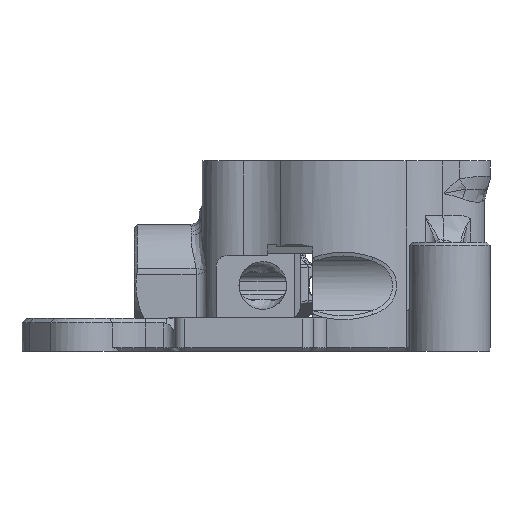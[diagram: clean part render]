
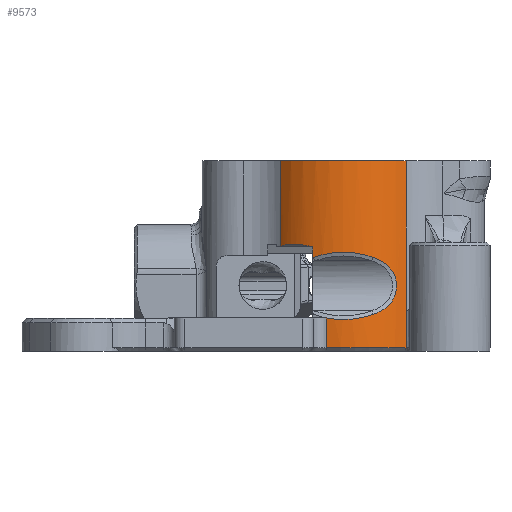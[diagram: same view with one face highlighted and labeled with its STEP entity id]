
A CAD part, left-side view. The second image highlights one B-rep face of the part: STEP entity #9573.
In plain terms, the highlighted cylindrical face has radius 8 mm (diameter 16 mm), a partial arc.
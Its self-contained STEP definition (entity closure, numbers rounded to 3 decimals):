
#415=ELLIPSE('',#10249,11.314,8.);
#416=ELLIPSE('',#10251,11.314,8.);
#639=CIRCLE('',#10250,8.);
#640=CIRCLE('',#10252,8.);
#641=CIRCLE('',#10253,8.);
#1150=LINE('',#13874,#1632);
#1161=LINE('',#13922,#1643);
#1164=LINE('',#13937,#1646);
#1165=LINE('',#13966,#1647);
#1166=LINE('',#13968,#1648);
#1167=LINE('',#13972,#1649);
#1168=LINE('',#13974,#1650);
#1632=VECTOR('',#11298,1000.);
#1643=VECTOR('',#11325,1000.);
#1646=VECTOR('',#11340,1000.);
#1647=VECTOR('',#11341,1000.);
#1648=VECTOR('',#11342,1000.);
#1649=VECTOR('',#11345,1000.);
#1650=VECTOR('',#11346,1000.);
#2148=ORIENTED_EDGE('',*,*,#5167,.T.);
#2149=ORIENTED_EDGE('',*,*,#5172,.T.);
#2150=ORIENTED_EDGE('',*,*,#5173,.T.);
#2151=ORIENTED_EDGE('',*,*,#5174,.T.);
#2152=ORIENTED_EDGE('',*,*,#5148,.F.);
#2153=ORIENTED_EDGE('',*,*,#5175,.T.);
#2154=ORIENTED_EDGE('',*,*,#5176,.T.);
#2155=ORIENTED_EDGE('',*,*,#5177,.T.);
#2156=ORIENTED_EDGE('',*,*,#5178,.T.);
#2157=ORIENTED_EDGE('',*,*,#5179,.T.);
#2158=ORIENTED_EDGE('',*,*,#5180,.T.);
#2159=ORIENTED_EDGE('',*,*,#5181,.T.);
#2160=ORIENTED_EDGE('',*,*,#5182,.T.);
#2161=ORIENTED_EDGE('',*,*,#5183,.F.);
#2162=ORIENTED_EDGE('',*,*,#5184,.F.);
#2163=ORIENTED_EDGE('',*,*,#5185,.F.);
#5148=EDGE_CURVE('',#6659,#6661,#1150,.T.);
#5167=EDGE_CURVE('',#6678,#6677,#1161,.T.);
#5172=EDGE_CURVE('',#6677,#6682,#415,.T.);
#5173=EDGE_CURVE('',#6682,#6683,#639,.F.);
#5174=EDGE_CURVE('',#6683,#6661,#416,.T.);
#5175=EDGE_CURVE('',#6659,#6684,#1164,.T.);
#5176=EDGE_CURVE('',#6684,#6685,#7547,.T.);
#5177=EDGE_CURVE('',#6685,#6686,#7548,.T.);
#5178=EDGE_CURVE('',#6686,#6687,#7549,.T.);
#5179=EDGE_CURVE('',#6687,#6688,#7550,.T.);
#5180=EDGE_CURVE('',#6688,#6689,#1165,.T.);
#5181=EDGE_CURVE('',#6689,#6690,#1166,.T.);
#5182=EDGE_CURVE('',#6690,#6691,#640,.T.);
#5183=EDGE_CURVE('',#6692,#6691,#1167,.T.);
#5184=EDGE_CURVE('',#6693,#6692,#1168,.T.);
#5185=EDGE_CURVE('',#6678,#6693,#641,.T.);
#6659=VERTEX_POINT('',#13872);
#6661=VERTEX_POINT('',#13875);
#6677=VERTEX_POINT('',#13921);
#6678=VERTEX_POINT('',#13923);
#6682=VERTEX_POINT('',#13933);
#6683=VERTEX_POINT('',#13935);
#6684=VERTEX_POINT('',#13938);
#6685=VERTEX_POINT('',#13943);
#6686=VERTEX_POINT('',#13948);
#6687=VERTEX_POINT('',#13960);
#6688=VERTEX_POINT('',#13965);
#6689=VERTEX_POINT('',#13967);
#6690=VERTEX_POINT('',#13969);
#6691=VERTEX_POINT('',#13971);
#6692=VERTEX_POINT('',#13973);
#6693=VERTEX_POINT('',#13975);
#7547=B_SPLINE_CURVE_WITH_KNOTS('',3,(#13939,#13940,#13941,#13942),
 .UNSPECIFIED.,.F.,.F.,(4,4),(0.835,1.),.UNSPECIFIED.);
#7548=B_SPLINE_CURVE_WITH_KNOTS('',3,(#13944,#13945,#13946,#13947),
 .UNSPECIFIED.,.F.,.F.,(4,4),(0.,1.),.UNSPECIFIED.);
#7549=B_SPLINE_CURVE_WITH_KNOTS('',3,(#13949,#13950,#13951,#13952,#13953,
#13954,#13955,#13956,#13957,#13958,#13959),.UNSPECIFIED.,.F.,.F.,(4,1,1,
1,1,1,1,1,4),(0.,0.125,0.25,0.375,0.5,0.625,0.75,0.875,1.),
 .UNSPECIFIED.);
#7550=B_SPLINE_CURVE_WITH_KNOTS('',3,(#13961,#13962,#13963,#13964),
 .UNSPECIFIED.,.F.,.F.,(4,4),(0.,1.),.UNSPECIFIED.);
#7992=EDGE_LOOP('',(#2148,#2149,#2150,#2151,#2152,#2153,#2154,#2155,#2156,
#2157,#2158,#2159,#2160,#2161,#2162,#2163));
#8698=FACE_BOUND('',#7992,.T.);
#9401=CYLINDRICAL_SURFACE('',#10248,8.);
#9573=ADVANCED_FACE('',(#8698),#9401,.T.);
#10248=AXIS2_PLACEMENT_3D('',#13931,#11332,#11333);
#10249=AXIS2_PLACEMENT_3D('',#13932,#11334,#11335);
#10250=AXIS2_PLACEMENT_3D('',#13934,#11336,#11337);
#10251=AXIS2_PLACEMENT_3D('',#13936,#11338,#11339);
#10252=AXIS2_PLACEMENT_3D('',#13970,#11343,#11344);
#10253=AXIS2_PLACEMENT_3D('',#13976,#11347,#11348);
#11298=DIRECTION('',(0.,0.,1.));
#11325=DIRECTION('',(0.,0.,-1.));
#11332=DIRECTION('',(0.,0.,-1.));
#11333=DIRECTION('',(-1.,0.,0.));
#11334=DIRECTION('',(0.581,-0.403,0.707));
#11335=DIRECTION('',(0.581,-0.403,-0.707));
#11336=DIRECTION('',(0.,0.,-1.));
#11337=DIRECTION('',(0.,1.,0.));
#11338=DIRECTION('',(0.581,-0.403,0.707));
#11339=DIRECTION('',(0.581,-0.403,-0.707));
#11340=DIRECTION('',(0.,0.,-1.));
#11341=DIRECTION('',(0.,0.,-1.));
#11342=DIRECTION('',(0.,0.,-1.));
#11343=DIRECTION('',(0.,0.,1.));
#11344=DIRECTION('',(1.,0.,0.));
#11345=DIRECTION('',(0.,0.,-1.));
#11346=DIRECTION('',(0.,0.,-1.));
#11347=DIRECTION('',(0.,0.,1.));
#11348=DIRECTION('',(1.,0.,0.));
#13872=CARTESIAN_POINT('',(-7.487,2.819,8.996));
#13874=CARTESIAN_POINT('',(-7.487,2.819,8.796));
#13875=CARTESIAN_POINT('',(-7.487,2.819,9.596));
#13921=CARTESIAN_POINT('',(-5.533,5.778,9.675));
#13922=CARTESIAN_POINT('',(-5.533,5.778,13.148));
#13923=CARTESIAN_POINT('',(-5.533,5.778,17.5));
#13931=CARTESIAN_POINT('',(0.,0.,17.5));
#13932=CARTESIAN_POINT('',(0.,0.,1.837));
#13933=CARTESIAN_POINT('',(-6.087,5.191,9.796));
#13934=CARTESIAN_POINT('',(0.,0.,9.796));
#13935=CARTESIAN_POINT('',(-7.,3.874,9.796));
#13936=CARTESIAN_POINT('',(0.,0.,1.837));
#13937=CARTESIAN_POINT('',(-7.487,2.819,17.5));
#13938=CARTESIAN_POINT('',(-7.488,2.819,8.598));
#13939=CARTESIAN_POINT('',(-7.487,2.819,8.595));
#13940=CARTESIAN_POINT('',(-7.493,2.803,8.601));
#13941=CARTESIAN_POINT('',(-7.499,2.787,8.607));
#13942=CARTESIAN_POINT('',(-7.505,2.772,8.612));
#13943=CARTESIAN_POINT('',(-7.505,2.772,8.612));
#13944=CARTESIAN_POINT('',(-7.505,2.772,8.612));
#13945=CARTESIAN_POINT('',(-8.164,0.987,9.257));
#13946=CARTESIAN_POINT('',(-8.165,-0.984,9.258));
#13947=CARTESIAN_POINT('',(-7.505,-2.772,8.612));
#13948=CARTESIAN_POINT('',(-7.505,-2.772,8.612));
#13949=CARTESIAN_POINT('',(-7.505,-2.772,8.612));
#13950=CARTESIAN_POINT('',(-7.386,-3.091,8.508));
#13951=CARTESIAN_POINT('',(-7.129,-3.659,8.245));
#13952=CARTESIAN_POINT('',(-6.786,-4.254,7.777));
#13953=CARTESIAN_POINT('',(-6.422,-4.779,6.977));
#13954=CARTESIAN_POINT('',(-6.281,-4.953,5.999));
#13955=CARTESIAN_POINT('',(-6.421,-4.779,5.026));
#13956=CARTESIAN_POINT('',(-6.785,-4.256,4.225));
#13957=CARTESIAN_POINT('',(-7.128,-3.66,3.755));
#13958=CARTESIAN_POINT('',(-7.386,-3.092,3.492));
#13959=CARTESIAN_POINT('',(-7.505,-2.772,3.388));
#13960=CARTESIAN_POINT('',(-7.505,-2.772,3.388));
#13961=CARTESIAN_POINT('',(-7.505,-2.772,3.388));
#13962=CARTESIAN_POINT('',(-8.009,-1.407,2.895));
#13963=CARTESIAN_POINT('',(-8.14,0.086,2.769));
#13964=CARTESIAN_POINT('',(-7.846,1.562,3.056));
#13965=CARTESIAN_POINT('',(-7.845,1.564,3.055));
#13966=CARTESIAN_POINT('',(-7.844,1.572,17.5));
#13967=CARTESIAN_POINT('',(-7.844,1.572,3.046));
#13968=CARTESIAN_POINT('',(-7.844,1.572,17.5));
#13969=CARTESIAN_POINT('',(-7.844,1.572,0.3));
#13970=CARTESIAN_POINT('',(0.,0.,0.3));
#13971=CARTESIAN_POINT('',(-5.533,-5.778,0.3));
#13972=CARTESIAN_POINT('',(-5.533,-5.778,17.5));
#13973=CARTESIAN_POINT('',(-5.533,-5.778,3.587));
#13974=CARTESIAN_POINT('',(-5.533,-5.778,17.5));
#13975=CARTESIAN_POINT('',(-5.533,-5.778,17.5));
#13976=CARTESIAN_POINT('',(0.,0.,17.5));
